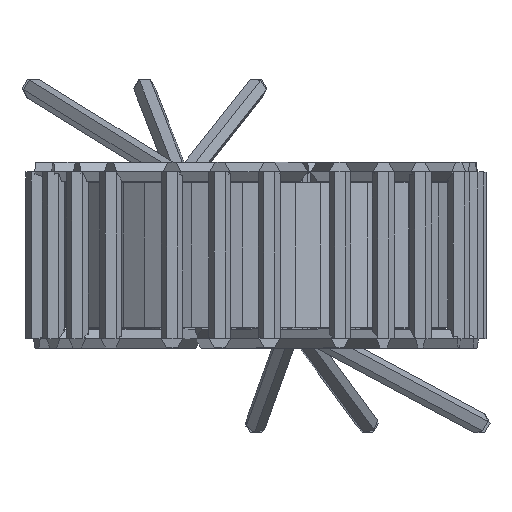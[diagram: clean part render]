
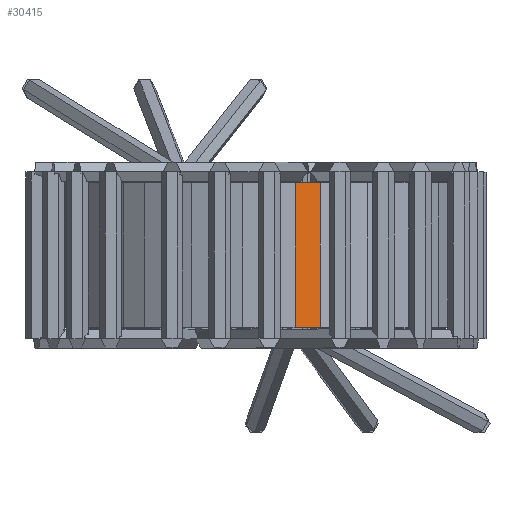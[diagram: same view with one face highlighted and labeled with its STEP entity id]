
A CAD part, top view. The second image highlights one B-rep face of the part: STEP entity #30415.
In plain terms, the highlighted planar face has unit normal (0.249, 0, 0.969).
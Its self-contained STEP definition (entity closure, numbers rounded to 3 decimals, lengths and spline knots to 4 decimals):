
#20249 = PLANE('',#20250);
#20250 = AXIS2_PLACEMENT_3D('',#20251,#20252,#20253);
#20251 = CARTESIAN_POINT('',(0.,1.65,5.75));
#20252 = DIRECTION('',(0.,-1.,0.));
#20253 = DIRECTION('',(1.,0.,0.));
#20301 = PLANE('',#20302);
#20302 = AXIS2_PLACEMENT_3D('',#20303,#20304,#20305);
#20303 = CARTESIAN_POINT('',(0.,-1.65,5.75));
#20304 = DIRECTION('',(0.,-1.,0.));
#20305 = DIRECTION('',(1.,0.,0.));
#22675 = VERTEX_POINT('',#22676);
#22676 = CARTESIAN_POINT('',(1.4678,-1.65,10.2675));
#22690 = PLANE('',#22691);
#22691 = AXIS2_PLACEMENT_3D('',#22692,#22693,#22694);
#22692 = CARTESIAN_POINT('',(2.0225,1.65,10.0479));
#22693 = DIRECTION('',(-0.368,0.,
    -0.93));
#22694 = DIRECTION('',(-0.93,0.,0.368
    ));
#22702 = EDGE_CURVE('',#22675,#22703,#22705,.T.);
#22703 = VERTEX_POINT('',#22704);
#22704 = CARTESIAN_POINT('',(0.8901,-1.65,10.4159));
#22705 = SURFACE_CURVE('',#22706,(#22710,#22717),.PCURVE_S1.);
#22706 = LINE('',#22707,#22708);
#22707 = CARTESIAN_POINT('',(1.4678,-1.65,10.2675));
#22708 = VECTOR('',#22709,1.);
#22709 = DIRECTION('',(-0.969,0.,0.249
    ));
#22710 = PCURVE('',#20301,#22711);
#22711 = DEFINITIONAL_REPRESENTATION('',(#22712),#22716);
#22712 = LINE('',#22713,#22714);
#22713 = CARTESIAN_POINT('',(1.468,4.518));
#22714 = VECTOR('',#22715,1.);
#22715 = DIRECTION('',(-0.969,0.249));
#22716 = ( GEOMETRIC_REPRESENTATION_CONTEXT(2) 
PARAMETRIC_REPRESENTATION_CONTEXT() REPRESENTATION_CONTEXT('2D SPACE',''
  ) );
#22717 = PCURVE('',#22718,#22723);
#22718 = PLANE('',#22719);
#22719 = AXIS2_PLACEMENT_3D('',#22720,#22721,#22722);
#22720 = CARTESIAN_POINT('',(1.4678,1.65,10.2675));
#22721 = DIRECTION('',(-0.249,0.,
    -0.969));
#22722 = DIRECTION('',(-0.969,0.,0.249
    ));
#22723 = DEFINITIONAL_REPRESENTATION('',(#22724),#22728);
#22724 = LINE('',#22725,#22726);
#22725 = CARTESIAN_POINT('',(0.,-3.3));
#22726 = VECTOR('',#22727,1.);
#22727 = DIRECTION('',(1.,0.));
#22728 = ( GEOMETRIC_REPRESENTATION_CONTEXT(2) 
PARAMETRIC_REPRESENTATION_CONTEXT() REPRESENTATION_CONTEXT('2D SPACE',''
  ) );
#22746 = PLANE('',#22747);
#22747 = AXIS2_PLACEMENT_3D('',#22748,#22749,#22750);
#22748 = CARTESIAN_POINT('',(0.8901,1.65,10.4159));
#22749 = DIRECTION('',(-0.125,0.,
    -0.992));
#22750 = DIRECTION('',(-0.992,0.,0.125
    ));
#25660 = VERTEX_POINT('',#25661);
#25661 = CARTESIAN_POINT('',(1.4678,1.65,10.2675));
#25682 = EDGE_CURVE('',#25660,#25683,#25685,.T.);
#25683 = VERTEX_POINT('',#25684);
#25684 = CARTESIAN_POINT('',(0.8901,1.65,10.4159));
#25685 = SURFACE_CURVE('',#25686,(#25690,#25697),.PCURVE_S1.);
#25686 = LINE('',#25687,#25688);
#25687 = CARTESIAN_POINT('',(1.4678,1.65,10.2675));
#25688 = VECTOR('',#25689,1.);
#25689 = DIRECTION('',(-0.969,0.,0.249
    ));
#25690 = PCURVE('',#20249,#25691);
#25691 = DEFINITIONAL_REPRESENTATION('',(#25692),#25696);
#25692 = LINE('',#25693,#25694);
#25693 = CARTESIAN_POINT('',(1.468,4.518));
#25694 = VECTOR('',#25695,1.);
#25695 = DIRECTION('',(-0.969,0.249));
#25696 = ( GEOMETRIC_REPRESENTATION_CONTEXT(2) 
PARAMETRIC_REPRESENTATION_CONTEXT() REPRESENTATION_CONTEXT('2D SPACE',''
  ) );
#25697 = PCURVE('',#22718,#25698);
#25698 = DEFINITIONAL_REPRESENTATION('',(#25699),#25703);
#25699 = LINE('',#25700,#25701);
#25700 = CARTESIAN_POINT('',(0.,0.));
#25701 = VECTOR('',#25702,1.);
#25702 = DIRECTION('',(1.,0.));
#25703 = ( GEOMETRIC_REPRESENTATION_CONTEXT(2) 
PARAMETRIC_REPRESENTATION_CONTEXT() REPRESENTATION_CONTEXT('2D SPACE',''
  ) );
#30367 = EDGE_CURVE('',#25660,#22675,#30368,.T.);
#30368 = SURFACE_CURVE('',#30369,(#30373,#30380),.PCURVE_S1.);
#30369 = LINE('',#30370,#30371);
#30370 = CARTESIAN_POINT('',(1.4678,1.65,10.2675));
#30371 = VECTOR('',#30372,1.);
#30372 = DIRECTION('',(0.,-1.,0.));
#30373 = PCURVE('',#22690,#30374);
#30374 = DEFINITIONAL_REPRESENTATION('',(#30375),#30379);
#30375 = LINE('',#30376,#30377);
#30376 = CARTESIAN_POINT('',(0.597,0.));
#30377 = VECTOR('',#30378,1.);
#30378 = DIRECTION('',(0.,-1.));
#30379 = ( GEOMETRIC_REPRESENTATION_CONTEXT(2) 
PARAMETRIC_REPRESENTATION_CONTEXT() REPRESENTATION_CONTEXT('2D SPACE',''
  ) );
#30380 = PCURVE('',#22718,#30381);
#30381 = DEFINITIONAL_REPRESENTATION('',(#30382),#30386);
#30382 = LINE('',#30383,#30384);
#30383 = CARTESIAN_POINT('',(0.,0.));
#30384 = VECTOR('',#30385,1.);
#30385 = DIRECTION('',(0.,-1.));
#30386 = ( GEOMETRIC_REPRESENTATION_CONTEXT(2) 
PARAMETRIC_REPRESENTATION_CONTEXT() REPRESENTATION_CONTEXT('2D SPACE',''
  ) );
#30415 = ADVANCED_FACE('',(#30416),#22718,.F.);
#30416 = FACE_BOUND('',#30417,.F.);
#30417 = EDGE_LOOP('',(#30418,#30419,#30420,#30441));
#30418 = ORIENTED_EDGE('',*,*,#30367,.T.);
#30419 = ORIENTED_EDGE('',*,*,#22702,.T.);
#30420 = ORIENTED_EDGE('',*,*,#30421,.F.);
#30421 = EDGE_CURVE('',#25683,#22703,#30422,.T.);
#30422 = SURFACE_CURVE('',#30423,(#30427,#30434),.PCURVE_S1.);
#30423 = LINE('',#30424,#30425);
#30424 = CARTESIAN_POINT('',(0.8901,1.65,10.4159));
#30425 = VECTOR('',#30426,1.);
#30426 = DIRECTION('',(0.,-1.,0.));
#30427 = PCURVE('',#22718,#30428);
#30428 = DEFINITIONAL_REPRESENTATION('',(#30429),#30433);
#30429 = LINE('',#30430,#30431);
#30430 = CARTESIAN_POINT('',(0.597,0.));
#30431 = VECTOR('',#30432,1.);
#30432 = DIRECTION('',(0.,-1.));
#30433 = ( GEOMETRIC_REPRESENTATION_CONTEXT(2) 
PARAMETRIC_REPRESENTATION_CONTEXT() REPRESENTATION_CONTEXT('2D SPACE',''
  ) );
#30434 = PCURVE('',#22746,#30435);
#30435 = DEFINITIONAL_REPRESENTATION('',(#30436),#30440);
#30436 = LINE('',#30437,#30438);
#30437 = CARTESIAN_POINT('',(0.,0.));
#30438 = VECTOR('',#30439,1.);
#30439 = DIRECTION('',(0.,-1.));
#30440 = ( GEOMETRIC_REPRESENTATION_CONTEXT(2) 
PARAMETRIC_REPRESENTATION_CONTEXT() REPRESENTATION_CONTEXT('2D SPACE',''
  ) );
#30441 = ORIENTED_EDGE('',*,*,#25682,.F.);
